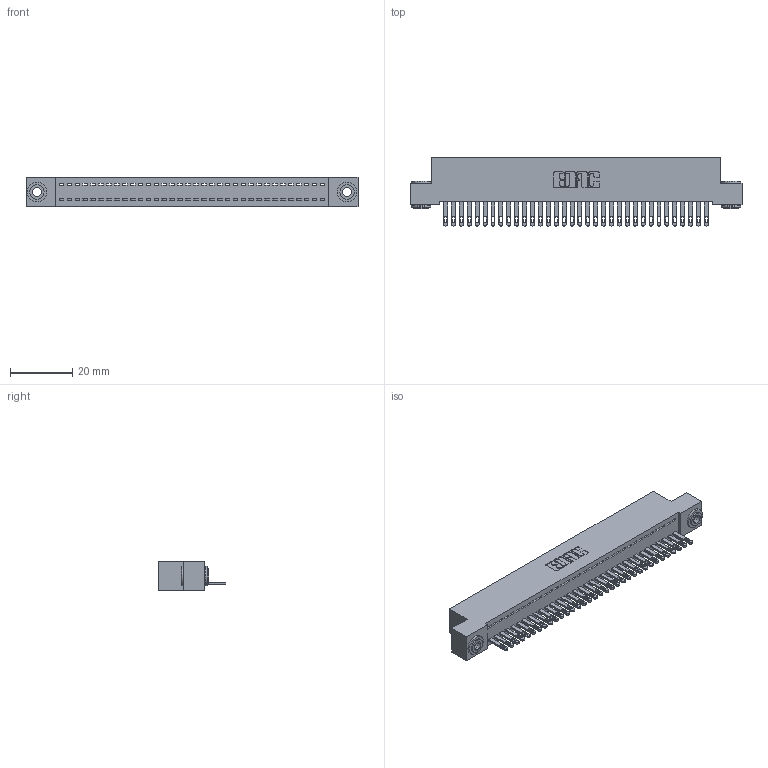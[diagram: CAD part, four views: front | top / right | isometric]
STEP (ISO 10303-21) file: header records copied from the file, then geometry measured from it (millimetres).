
FILE_DESCRIPTION (( 'STEP AP203' ), '1' );
FILE_NAME ('342-034-500-103.STEP', '2019-10-02T11:52:07', ( '' ), ( '' ), 'SwSTEP 2.0', 'SolidWorks 2016', '' );
FILE_SCHEMA (( 'CONFIG_CONTROL_DESIGN' ));
Length unit declared in the file: inch
Products named in the file (4): 342 Part_.156 TH; 345-292-001_345-293-100; 342-250-002_345-250-002-102; 342-034-500-103
Assembly tree (37 placements, depth 2):
  342-034-500-103
    342 Part_.156 TH
    345-292-001_345-293-100  x34
    342-250-002_345-250-002-102  x2
Bounding box: 106.68 x 21.85 x 9.4 mm (x, y, z)
Volume: 9368.1 mm3; surface area: 13900.3 mm2
Topology: 37 solids, 37 shells, 1984 faces, 6087 edges, 4054 vertices
Faces by surface type: plane 1300, cylinder 676, cone 8
Entity records: 22268 total; most frequent: CARTESIAN_POINT 3819, ORIENTED_EDGE 3782, DIRECTION 3273, EDGE_CURVE 1891, LINE 1735, VECTOR 1735, VERTEX_POINT 1258, AXIS2_PLACEMENT_3D 769
